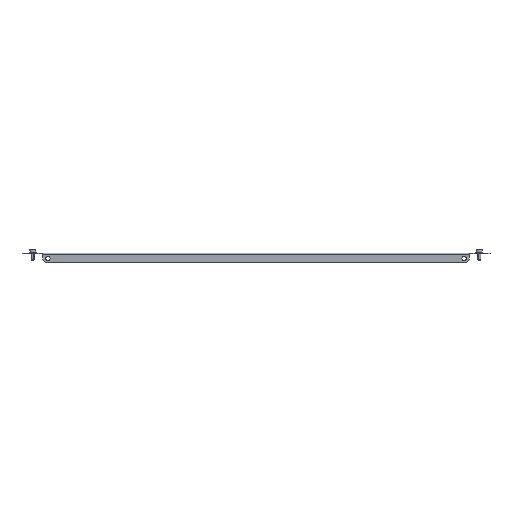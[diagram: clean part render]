
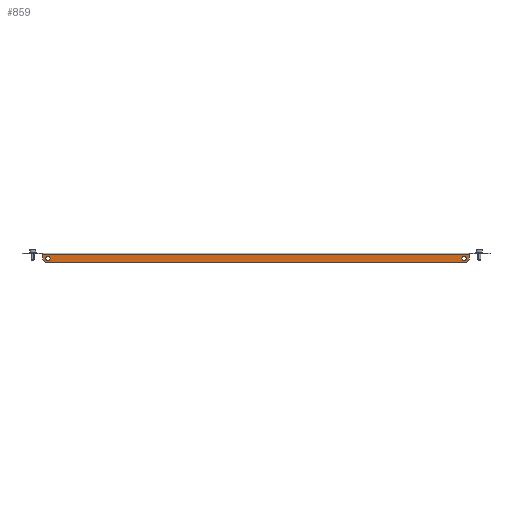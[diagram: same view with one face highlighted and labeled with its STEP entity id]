
A CAD part, front view. The second image highlights one B-rep face of the part: STEP entity #859.
In plain terms, the highlighted planar face has unit normal (0, -1, 0).
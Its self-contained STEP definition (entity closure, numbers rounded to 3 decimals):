
#166 = CARTESIAN_POINT ( 'NONE',  ( -309.5, -49.5, -11.25 ) ) ;
#207 = DIRECTION ( 'NONE',  ( 0.707, 0., 0.707 ) ) ;
#230 = CARTESIAN_POINT ( 'NONE',  ( 163.25, -49.5, -163.25 ) ) ;
#272 = VERTEX_POINT ( 'NONE', #485 ) ;
#279 = LINE ( 'NONE', #230, #2564 ) ;
#281 = VERTEX_POINT ( 'NONE', #1993 ) ;
#296 = VERTEX_POINT ( 'NONE', #166 ) ;
#307 = ORIENTED_EDGE ( 'NONE', *, *, #2642, .T. ) ;
#320 = DIRECTION ( 'NONE',  ( 0., 0., 1. ) ) ;
#348 = VECTOR ( 'NONE', #377, 1000. ) ;
#377 = DIRECTION ( 'NONE',  ( 1., 0., 0. ) ) ;
#401 = ORIENTED_EDGE ( 'NONE', *, *, #1046, .T. ) ;
#485 = CARTESIAN_POINT ( 'NONE',  ( 317.5, -49.5, -2. ) ) ;
#492 = ORIENTED_EDGE ( 'NONE', *, *, #1927, .T. ) ;
#503 = EDGE_CURVE ( 'NONE', #3419, #3455, #2434, .T. ) ;
#533 = AXIS2_PLACEMENT_3D ( 'NONE', #669, #4051, #320 ) ;
#579 = DIRECTION ( 'NONE',  ( 0., 0., -1. ) ) ;
#623 = ORIENTED_EDGE ( 'NONE', *, *, #2194, .T. ) ;
#650 = CARTESIAN_POINT ( 'NONE',  ( 309.5, -49.5, -8. ) ) ;
#669 = CARTESIAN_POINT ( 'NONE',  ( -309.5, -49.5, -8. ) ) ;
#759 = CARTESIAN_POINT ( 'NONE',  ( 309.5, -49.5, -4.75 ) ) ;
#776 = CARTESIAN_POINT ( 'NONE',  ( -312.5, -49.5, -14. ) ) ;
#836 = CARTESIAN_POINT ( 'NONE',  ( 309.5, -49.5, -11.25 ) ) ;
#859 = ADVANCED_FACE ( 'NONE', ( #1404, #3203, #4731 ), #1359, .T. ) ;
#873 = VECTOR ( 'NONE', #2094, 1000. ) ;
#975 = DIRECTION ( 'NONE',  ( 0., -1., 0. ) ) ;
#1046 = EDGE_CURVE ( 'NONE', #3774, #3480, #4448, .T. ) ;
#1097 = AXIS2_PLACEMENT_3D ( 'NONE', #2910, #4367, #4053 ) ;
#1174 = CARTESIAN_POINT ( 'NONE',  ( 317.5, -49.5, 0. ) ) ;
#1225 = CARTESIAN_POINT ( 'NONE',  ( 312.5, -49.5, -14. ) ) ;
#1266 = CARTESIAN_POINT ( 'NONE',  ( -309.5, -49.5, -4.75 ) ) ;
#1359 = PLANE ( 'NONE',  #3805 ) ;
#1388 = LINE ( 'NONE', #3958, #873 ) ;
#1404 = FACE_BOUND ( 'NONE', #3846, .T. ) ;
#1432 = DIRECTION ( 'NONE',  ( 0., 0., 1. ) ) ;
#1507 = ORIENTED_EDGE ( 'NONE', *, *, #3561, .T. ) ;
#1542 = ORIENTED_EDGE ( 'NONE', *, *, #3416, .T. ) ;
#1620 = CIRCLE ( 'NONE', #4301, 3.25 ) ;
#1637 = VECTOR ( 'NONE', #2993, 1000. ) ;
#1713 = DIRECTION ( 'NONE',  ( 0., -1., 0. ) ) ;
#1872 = CIRCLE ( 'NONE', #1097, 3.25 ) ;
#1901 = DIRECTION ( 'NONE',  ( 0.707, 0., -0.707 ) ) ;
#1927 = EDGE_CURVE ( 'NONE', #296, #2187, #3149, .T. ) ;
#1993 = CARTESIAN_POINT ( 'NONE',  ( -317.5, -49.5, -9. ) ) ;
#2007 = LINE ( 'NONE', #3847, #2316 ) ;
#2094 = DIRECTION ( 'NONE',  ( -1., 0., 0. ) ) ;
#2107 = DIRECTION ( 'NONE',  ( 0., -1., 0. ) ) ;
#2187 = VERTEX_POINT ( 'NONE', #1266 ) ;
#2194 = EDGE_CURVE ( 'NONE', #281, #3774, #4099, .T. ) ;
#2254 = CARTESIAN_POINT ( 'NONE',  ( -163.25, -49.5, -163.25 ) ) ;
#2316 = VECTOR ( 'NONE', #579, 1000. ) ;
#2434 = CIRCLE ( 'NONE', #2583, 3.25 ) ;
#2446 = DIRECTION ( 'NONE',  ( 0., 0., 1. ) ) ;
#2451 = VERTEX_POINT ( 'NONE', #2633 ) ;
#2463 = CARTESIAN_POINT ( 'NONE',  ( 0., -49.5, 0. ) ) ;
#2525 = ORIENTED_EDGE ( 'NONE', *, *, #3627, .T. ) ;
#2531 = DIRECTION ( 'NONE',  ( 0., 0., 1. ) ) ;
#2564 = VECTOR ( 'NONE', #207, 1000. ) ;
#2583 = AXIS2_PLACEMENT_3D ( 'NONE', #4357, #975, #2446 ) ;
#2633 = CARTESIAN_POINT ( 'NONE',  ( 317.5, -49.5, -9. ) ) ;
#2642 = EDGE_CURVE ( 'NONE', #2728, #281, #2007, .T. ) ;
#2724 = EDGE_CURVE ( 'NONE', #3455, #3419, #1620, .T. ) ;
#2728 = VERTEX_POINT ( 'NONE', #3221 ) ;
#2784 = EDGE_CURVE ( 'NONE', #3480, #2451, #279, .T. ) ;
#2910 = CARTESIAN_POINT ( 'NONE',  ( -309.5, -49.5, -8. ) ) ;
#2993 = DIRECTION ( 'NONE',  ( 0., 0., 1. ) ) ;
#3046 = LINE ( 'NONE', #1174, #1637 ) ;
#3102 = ORIENTED_EDGE ( 'NONE', *, *, #2784, .T. ) ;
#3149 = CIRCLE ( 'NONE', #533, 3.25 ) ;
#3203 = FACE_BOUND ( 'NONE', #4349, .T. ) ;
#3221 = CARTESIAN_POINT ( 'NONE',  ( -317.5, -49.5, -2. ) ) ;
#3276 = CARTESIAN_POINT ( 'NONE',  ( 0., -49.5, -14. ) ) ;
#3416 = EDGE_CURVE ( 'NONE', #2187, #296, #1872, .T. ) ;
#3419 = VERTEX_POINT ( 'NONE', #759 ) ;
#3455 = VERTEX_POINT ( 'NONE', #836 ) ;
#3480 = VERTEX_POINT ( 'NONE', #1225 ) ;
#3561 = EDGE_CURVE ( 'NONE', #2451, #272, #3046, .T. ) ;
#3610 = VECTOR ( 'NONE', #1901, 1000. ) ;
#3627 = EDGE_CURVE ( 'NONE', #272, #2728, #1388, .T. ) ;
#3774 = VERTEX_POINT ( 'NONE', #776 ) ;
#3805 = AXIS2_PLACEMENT_3D ( 'NONE', #2463, #2107, #1432 ) ;
#3846 = EDGE_LOOP ( 'NONE', ( #4710, #4375 ) ) ;
#3847 = CARTESIAN_POINT ( 'NONE',  ( -317.5, -49.5, 0. ) ) ;
#3958 = CARTESIAN_POINT ( 'NONE',  ( 0., -49.5, -2. ) ) ;
#4051 = DIRECTION ( 'NONE',  ( 0., 1., 0. ) ) ;
#4053 = DIRECTION ( 'NONE',  ( 0., 0., 1. ) ) ;
#4099 = LINE ( 'NONE', #2254, #3610 ) ;
#4301 = AXIS2_PLACEMENT_3D ( 'NONE', #650, #1713, #2531 ) ;
#4349 = EDGE_LOOP ( 'NONE', ( #1542, #492 ) ) ;
#4357 = CARTESIAN_POINT ( 'NONE',  ( 309.5, -49.5, -8. ) ) ;
#4367 = DIRECTION ( 'NONE',  ( 0., 1., 0. ) ) ;
#4375 = ORIENTED_EDGE ( 'NONE', *, *, #2724, .F. ) ;
#4383 = EDGE_LOOP ( 'NONE', ( #401, #3102, #1507, #2525, #307, #623 ) ) ;
#4448 = LINE ( 'NONE', #3276, #348 ) ;
#4710 = ORIENTED_EDGE ( 'NONE', *, *, #503, .F. ) ;
#4731 = FACE_OUTER_BOUND ( 'NONE', #4383, .T. ) ;
